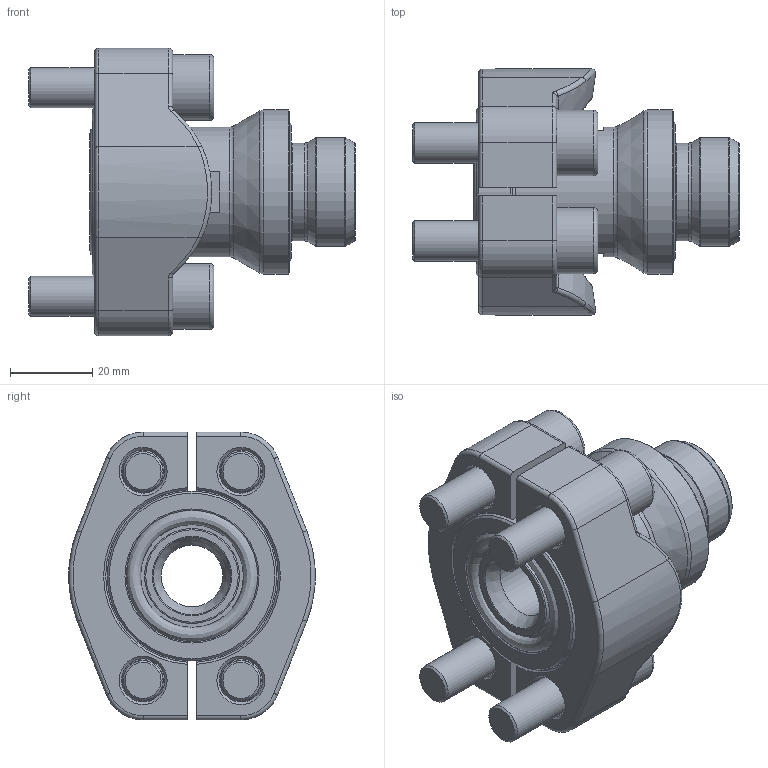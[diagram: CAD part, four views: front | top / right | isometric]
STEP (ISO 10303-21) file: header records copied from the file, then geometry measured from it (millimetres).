
FILE_DESCRIPTION(/* description */ (''),/* implementation_level */ '2;1');
FILE_NAME(/* name */ 'SGA19-6-20.stp',/* time_stamp */ '2025-01-29T10:13:38+01:00',/* author */ (''),/* organization */ (''),/* preprocessor_version */ 'ST-DEVELOPER v16',/* originating_system */ 'SIEMENS PLM Software NX 10.0',/* authorisation */ '');
FILE_SCHEMA (('CONFIG_CONTROL_DESIGN'));
Length unit declared in the file: millimetre
Products named in the file (7): X-AFH19-6_einzel; X-O25; X-M10x35I; X-O29-1; X-SGA61920; X-AFH19-6; SGA019-620
Assembly tree (10 placements, depth 3):
  SGA019-620
    X-SGA61920
    X-O29-1
    X-M10x35I  x4
    X-O25
    X-AFH19-6
      X-AFH19-6_einzel  x2
Bounding box: 79.4 x 59.92 x 70 mm (x, y, z)
Volume: 103114.9 mm3; surface area: 38375 mm2
Topology: 9 solids, 9 shells, 261 faces, 555 edges, 320 vertices
Faces by surface type: plane 92, cone 58, cylinder 48, torus 47, bspline 12, revolution 2, sphere 2
Full cylindrical faces by diameter (mm): 9.732 x4, 10.5 x4, 15 x1, 16 x4, 23.1 x1, 23.8 x1, 26.44 x1, 28.755 x1, 31.6 x1, 32 x1, 35.045 x1, 39.955 x1, 41.3 x1
Entity records: 4183 total; most frequent: CARTESIAN_POINT 845, DIRECTION 568, ORIENTED_EDGE 414, AXIS2_PLACEMENT_3D 253, EDGE_CURVE 207, EDGE_LOOP 183, VERTEX_POINT 147, ADVANCED_FACE 125
